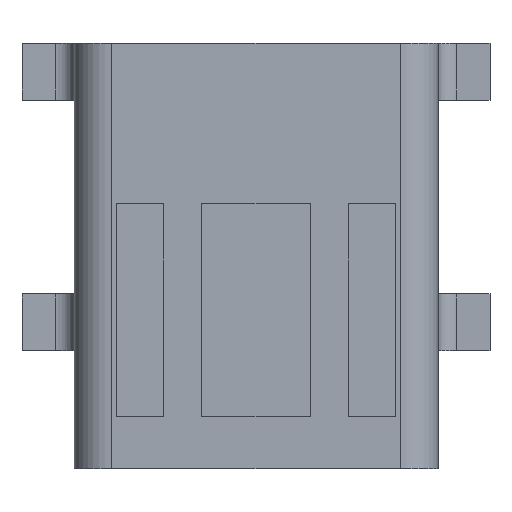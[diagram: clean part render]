
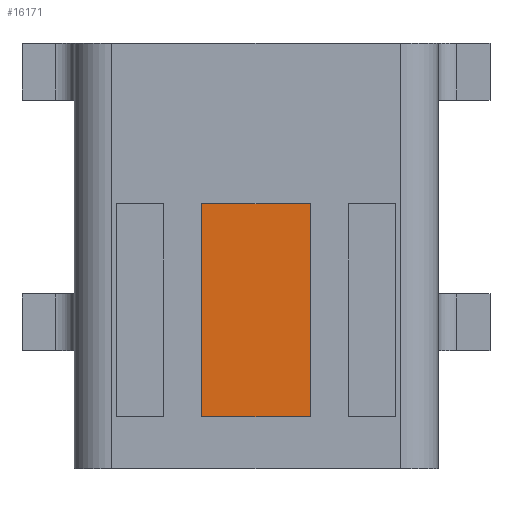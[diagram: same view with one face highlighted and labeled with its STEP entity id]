
A CAD part, top view. The second image highlights one B-rep face of the part: STEP entity #16171.
In plain terms, the highlighted planar face has unit normal (0, 0, 1).
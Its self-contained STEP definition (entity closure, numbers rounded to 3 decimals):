
#6360 = PLANE('',#6361);
#6361 = AXIS2_PLACEMENT_3D('',#6362,#6363,#6364);
#6362 = CARTESIAN_POINT('',(-1.15,-2.5,4.05));
#6363 = DIRECTION('',(-1.,0.,0.));
#6364 = DIRECTION('',(0.,-1.,0.));
#6388 = PLANE('',#6389);
#6389 = AXIS2_PLACEMENT_3D('',#6390,#6391,#6392);
#6390 = CARTESIAN_POINT('',(1.15,-2.5,4.7));
#6391 = DIRECTION('',(0.,-1.,0.));
#6392 = DIRECTION('',(1.,0.,0.));
#6416 = PLANE('',#6417);
#6417 = AXIS2_PLACEMENT_3D('',#6418,#6419,#6420);
#6418 = CARTESIAN_POINT('',(1.15,-2.5,4.05));
#6419 = DIRECTION('',(1.,0.,0.));
#6420 = DIRECTION('',(0.,1.,0.));
#6442 = PLANE('',#6443);
#6443 = AXIS2_PLACEMENT_3D('',#6444,#6445,#6446);
#6444 = CARTESIAN_POINT('',(1.15,-7.,4.7));
#6445 = DIRECTION('',(0.,-1.,0.));
#6446 = DIRECTION('',(1.,0.,0.));
#16029 = VERTEX_POINT('',#16030);
#16030 = CARTESIAN_POINT('',(1.15,-7.,4.7));
#16053 = VERTEX_POINT('',#16054);
#16054 = CARTESIAN_POINT('',(1.15,-2.5,4.7));
#16075 = EDGE_CURVE('',#16053,#16029,#16076,.T.);
#16076 = SURFACE_CURVE('',#16077,(#16081,#16088),.PCURVE_S1.);
#16077 = LINE('',#16078,#16079);
#16078 = CARTESIAN_POINT('',(1.15,-2.5,4.7));
#16079 = VECTOR('',#16080,1.);
#16080 = DIRECTION('',(0.,-1.,0.));
#16081 = PCURVE('',#6416,#16082);
#16082 = DEFINITIONAL_REPRESENTATION('',(#16083),#16087);
#16083 = LINE('',#16084,#16085);
#16084 = CARTESIAN_POINT('',(0.,0.65));
#16085 = VECTOR('',#16086,1.);
#16086 = DIRECTION('',(-1.,0.));
#16087 = ( GEOMETRIC_REPRESENTATION_CONTEXT(2) 
PARAMETRIC_REPRESENTATION_CONTEXT() REPRESENTATION_CONTEXT('2D SPACE',''
  ) );
#16088 = PCURVE('',#16089,#16094);
#16089 = PLANE('',#16090);
#16090 = AXIS2_PLACEMENT_3D('',#16091,#16092,#16093);
#16091 = CARTESIAN_POINT('',(1.15,-2.5,4.7));
#16092 = DIRECTION('',(0.,0.,1.));
#16093 = DIRECTION('',(0.,-1.,0.));
#16094 = DEFINITIONAL_REPRESENTATION('',(#16095),#16099);
#16095 = LINE('',#16096,#16097);
#16096 = CARTESIAN_POINT('',(0.,0.));
#16097 = VECTOR('',#16098,1.);
#16098 = DIRECTION('',(1.,0.));
#16099 = ( GEOMETRIC_REPRESENTATION_CONTEXT(2) 
PARAMETRIC_REPRESENTATION_CONTEXT() REPRESENTATION_CONTEXT('2D SPACE',''
  ) );
#16105 = VERTEX_POINT('',#16106);
#16106 = CARTESIAN_POINT('',(-1.15,-7.,4.7));
#16127 = EDGE_CURVE('',#16128,#16105,#16130,.T.);
#16128 = VERTEX_POINT('',#16129);
#16129 = CARTESIAN_POINT('',(-1.15,-2.5,4.7));
#16130 = SURFACE_CURVE('',#16131,(#16135,#16142),.PCURVE_S1.);
#16131 = LINE('',#16132,#16133);
#16132 = CARTESIAN_POINT('',(-1.15,-2.5,4.7));
#16133 = VECTOR('',#16134,1.);
#16134 = DIRECTION('',(0.,-1.,0.));
#16135 = PCURVE('',#6360,#16136);
#16136 = DEFINITIONAL_REPRESENTATION('',(#16137),#16141);
#16137 = LINE('',#16138,#16139);
#16138 = CARTESIAN_POINT('',(0.,0.65));
#16139 = VECTOR('',#16140,1.);
#16140 = DIRECTION('',(1.,0.));
#16141 = ( GEOMETRIC_REPRESENTATION_CONTEXT(2) 
PARAMETRIC_REPRESENTATION_CONTEXT() REPRESENTATION_CONTEXT('2D SPACE',''
  ) );
#16142 = PCURVE('',#16089,#16143);
#16143 = DEFINITIONAL_REPRESENTATION('',(#16144),#16148);
#16144 = LINE('',#16145,#16146);
#16145 = CARTESIAN_POINT('',(0.,-2.3));
#16146 = VECTOR('',#16147,1.);
#16147 = DIRECTION('',(1.,0.));
#16148 = ( GEOMETRIC_REPRESENTATION_CONTEXT(2) 
PARAMETRIC_REPRESENTATION_CONTEXT() REPRESENTATION_CONTEXT('2D SPACE',''
  ) );
#16171 = ADVANCED_FACE('',(#16172),#16089,.T.);
#16172 = FACE_BOUND('',#16173,.T.);
#16173 = EDGE_LOOP('',(#16174,#16195,#16196,#16217));
#16174 = ORIENTED_EDGE('',*,*,#16175,.F.);
#16175 = EDGE_CURVE('',#16029,#16105,#16176,.T.);
#16176 = SURFACE_CURVE('',#16177,(#16181,#16188),.PCURVE_S1.);
#16177 = LINE('',#16178,#16179);
#16178 = CARTESIAN_POINT('',(1.15,-7.,4.7));
#16179 = VECTOR('',#16180,1.);
#16180 = DIRECTION('',(-1.,0.,0.));
#16181 = PCURVE('',#16089,#16182);
#16182 = DEFINITIONAL_REPRESENTATION('',(#16183),#16187);
#16183 = LINE('',#16184,#16185);
#16184 = CARTESIAN_POINT('',(4.5,0.));
#16185 = VECTOR('',#16186,1.);
#16186 = DIRECTION('',(0.,-1.));
#16187 = ( GEOMETRIC_REPRESENTATION_CONTEXT(2) 
PARAMETRIC_REPRESENTATION_CONTEXT() REPRESENTATION_CONTEXT('2D SPACE',''
  ) );
#16188 = PCURVE('',#6442,#16189);
#16189 = DEFINITIONAL_REPRESENTATION('',(#16190),#16194);
#16190 = LINE('',#16191,#16192);
#16191 = CARTESIAN_POINT('',(0.,0.));
#16192 = VECTOR('',#16193,1.);
#16193 = DIRECTION('',(-1.,0.));
#16194 = ( GEOMETRIC_REPRESENTATION_CONTEXT(2) 
PARAMETRIC_REPRESENTATION_CONTEXT() REPRESENTATION_CONTEXT('2D SPACE',''
  ) );
#16195 = ORIENTED_EDGE('',*,*,#16075,.F.);
#16196 = ORIENTED_EDGE('',*,*,#16197,.T.);
#16197 = EDGE_CURVE('',#16053,#16128,#16198,.T.);
#16198 = SURFACE_CURVE('',#16199,(#16203,#16210),.PCURVE_S1.);
#16199 = LINE('',#16200,#16201);
#16200 = CARTESIAN_POINT('',(1.15,-2.5,4.7));
#16201 = VECTOR('',#16202,1.);
#16202 = DIRECTION('',(-1.,0.,0.));
#16203 = PCURVE('',#16089,#16204);
#16204 = DEFINITIONAL_REPRESENTATION('',(#16205),#16209);
#16205 = LINE('',#16206,#16207);
#16206 = CARTESIAN_POINT('',(0.,0.));
#16207 = VECTOR('',#16208,1.);
#16208 = DIRECTION('',(0.,-1.));
#16209 = ( GEOMETRIC_REPRESENTATION_CONTEXT(2) 
PARAMETRIC_REPRESENTATION_CONTEXT() REPRESENTATION_CONTEXT('2D SPACE',''
  ) );
#16210 = PCURVE('',#6388,#16211);
#16211 = DEFINITIONAL_REPRESENTATION('',(#16212),#16216);
#16212 = LINE('',#16213,#16214);
#16213 = CARTESIAN_POINT('',(0.,0.));
#16214 = VECTOR('',#16215,1.);
#16215 = DIRECTION('',(-1.,0.));
#16216 = ( GEOMETRIC_REPRESENTATION_CONTEXT(2) 
PARAMETRIC_REPRESENTATION_CONTEXT() REPRESENTATION_CONTEXT('2D SPACE',''
  ) );
#16217 = ORIENTED_EDGE('',*,*,#16127,.T.);
